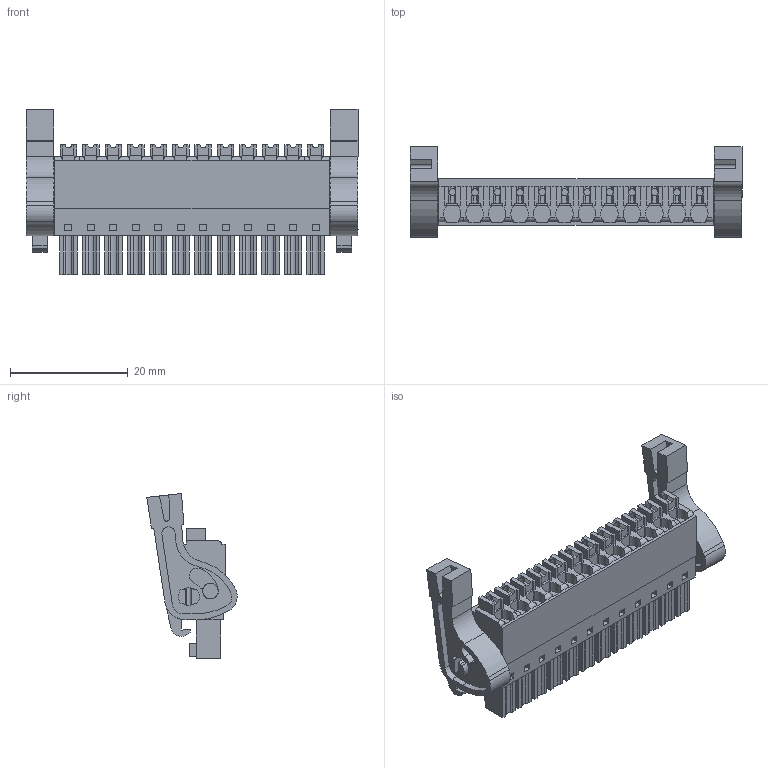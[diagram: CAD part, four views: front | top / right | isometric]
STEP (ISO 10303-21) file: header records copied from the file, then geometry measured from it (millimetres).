
FILE_DESCRIPTION(('CATIA V5 STEP','CAx-IF Rec.Pracs.--- Model Styling and Organization---1.2---2011-12-15'),'2;1');
FILE_NAME ('D1462236_0', '2017-07-31T12:49:35+00:00', ('none'), ('Weidmueller'), 'CATIA Version 5-6 Release 2014', 'CATIA V5 STEP AP214', 'none');
FILE_SCHEMA(('AUTOMOTIVE_DESIGN { 1 0 10303 214 1 1 1 1 }'));
Length unit declared in the file: millimetre
Products named in the file (1): 2442700000
Bounding box: 56.31 x 15.33 x 28 mm (x, y, z)
Volume: 6691.5 mm3; surface area: 6564.1 mm2
Topology: 15 solids, 15 shells, 956 faces, 2614 edges, 1746 vertices
Faces by surface type: plane 753, cylinder 203
Entity records: 29351 total; most frequent: CARTESIAN_POINT 5751, ORIENTED_EDGE 5228, DIRECTION 3651, EDGE_CURVE 2614, VECTOR 2066, LINE 2066, VERTEX_POINT 1746, EDGE_LOOP 1046
